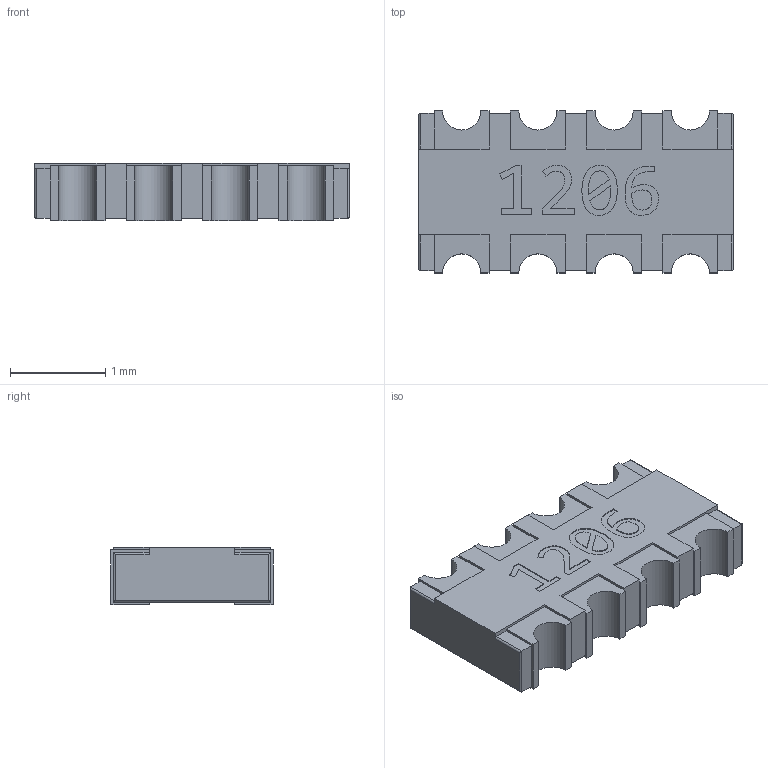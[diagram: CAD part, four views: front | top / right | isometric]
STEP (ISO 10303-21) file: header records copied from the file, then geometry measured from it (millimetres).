
FILE_DESCRIPTION(/* description */ (''),/* implementation_level */ '2;1');
FILE_NAME(/* name */ 'RESNET - 1206 Concave.step',/* time_stamp */ '2019-11-24T09:29:23+00:00',/* author */ (''),/* organization */ (''),/* preprocessor_version */ 'ST-DEVELOPER v18',/* originating_system */ 'Autodesk Translation Framework v8.12.0.6',/* authorisation */ '');
FILE_SCHEMA (('AUTOMOTIVE_DESIGN { 1 0 10303 214 3 1 1 }'));
Length unit declared in the file: millimetre
Products named in the file (1): CTS - 1206-concave
Bounding box: 3.3 x 1.7 x 0.6 mm (x, y, z)
Volume: 2.9 mm3; surface area: 17.6 mm2
Topology: 1 solids, 1 shells, 239 faces, 670 edges, 440 vertices
Faces by surface type: plane 125, bspline 96, cylinder 18
Entity records: 8585 total; most frequent: CARTESIAN_POINT 2982, ORIENTED_EDGE 1340, DIRECTION 794, EDGE_CURVE 670, LINE 450, VECTOR 450, VERTEX_POINT 440, EDGE_LOOP 246
